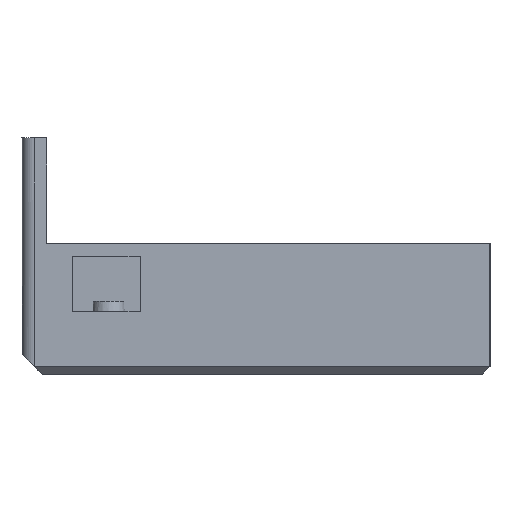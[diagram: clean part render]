
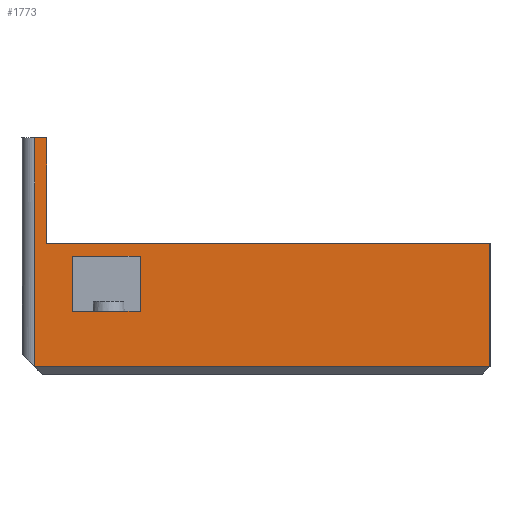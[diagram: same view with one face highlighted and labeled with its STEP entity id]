
A CAD part, left-side view. The second image highlights one B-rep face of the part: STEP entity #1773.
In plain terms, the highlighted planar face has unit normal (-1, 0, 0).
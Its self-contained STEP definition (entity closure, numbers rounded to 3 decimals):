
#103=FACE_BOUND('',#249,.T.);
#141=FACE_OUTER_BOUND('',#248,.T.);
#248=EDGE_LOOP('',(#1193,#1194,#1195,#1196,#1197,#1198));
#249=EDGE_LOOP('',(#1199,#1200,#1201,#1202));
#391=LINE('',#2609,#581);
#397=LINE('',#2621,#587);
#398=LINE('',#2623,#588);
#399=LINE('',#2625,#589);
#400=LINE('',#2627,#590);
#401=LINE('',#2628,#591);
#402=LINE('',#2631,#592);
#403=LINE('',#2633,#593);
#404=LINE('',#2635,#594);
#405=LINE('',#2636,#595);
#581=VECTOR('',#2074,10.);
#587=VECTOR('',#2084,10.);
#588=VECTOR('',#2085,10.);
#589=VECTOR('',#2086,10.);
#590=VECTOR('',#2087,10.);
#591=VECTOR('',#2088,10.);
#592=VECTOR('',#2089,10.);
#593=VECTOR('',#2090,10.);
#594=VECTOR('',#2091,10.);
#595=VECTOR('',#2092,10.);
#768=VERTEX_POINT('',#2600);
#771=VERTEX_POINT('',#2608);
#775=VERTEX_POINT('',#2620);
#776=VERTEX_POINT('',#2622);
#777=VERTEX_POINT('',#2624);
#778=VERTEX_POINT('',#2626);
#779=VERTEX_POINT('',#2629);
#780=VERTEX_POINT('',#2630);
#781=VERTEX_POINT('',#2632);
#782=VERTEX_POINT('',#2634);
#933=EDGE_CURVE('',#768,#771,#391,.T.);
#939=EDGE_CURVE('',#768,#775,#397,.T.);
#940=EDGE_CURVE('',#776,#775,#398,.T.);
#941=EDGE_CURVE('',#776,#777,#399,.T.);
#942=EDGE_CURVE('',#778,#777,#400,.T.);
#943=EDGE_CURVE('',#778,#771,#401,.T.);
#944=EDGE_CURVE('',#779,#780,#402,.T.);
#945=EDGE_CURVE('',#780,#781,#403,.T.);
#946=EDGE_CURVE('',#781,#782,#404,.T.);
#947=EDGE_CURVE('',#782,#779,#405,.T.);
#1193=ORIENTED_EDGE('',*,*,#933,.F.);
#1194=ORIENTED_EDGE('',*,*,#939,.T.);
#1195=ORIENTED_EDGE('',*,*,#940,.F.);
#1196=ORIENTED_EDGE('',*,*,#941,.T.);
#1197=ORIENTED_EDGE('',*,*,#942,.F.);
#1198=ORIENTED_EDGE('',*,*,#943,.T.);
#1199=ORIENTED_EDGE('',*,*,#944,.T.);
#1200=ORIENTED_EDGE('',*,*,#945,.T.);
#1201=ORIENTED_EDGE('',*,*,#946,.T.);
#1202=ORIENTED_EDGE('',*,*,#947,.T.);
#1688=PLANE('',#1895);
#1773=ADVANCED_FACE('',(#141,#103),#1688,.T.);
#1895=AXIS2_PLACEMENT_3D('',#2619,#2082,#2083);
#2074=DIRECTION('',(0.,1.,0.));
#2082=DIRECTION('center_axis',(-1.,0.,0.));
#2083=DIRECTION('ref_axis',(0.,-1.,0.));
#2084=DIRECTION('',(0.,0.,1.));
#2085=DIRECTION('',(0.,-1.,0.));
#2086=DIRECTION('',(0.,0.,1.));
#2087=DIRECTION('',(0.,-1.,0.));
#2088=DIRECTION('',(0.,0.,-1.));
#2089=DIRECTION('',(0.,0.,-1.));
#2090=DIRECTION('',(0.,1.,0.));
#2091=DIRECTION('',(0.,0.,1.));
#2092=DIRECTION('',(0.,-1.,0.));
#2600=CARTESIAN_POINT('',(-79.,-45.,1.5));
#2608=CARTESIAN_POINT('',(-79.,45.587,1.5));
#2609=CARTESIAN_POINT('',(-79.,41.625,1.5));
#2619=CARTESIAN_POINT('Origin',(-79.,70.5,0.));
#2620=CARTESIAN_POINT('',(-79.,-45.,26.));
#2621=CARTESIAN_POINT('',(-79.,-45.,0.));
#2622=CARTESIAN_POINT('',(-79.,43.187,26.));
#2623=CARTESIAN_POINT('',(-79.,-45.,26.));
#2624=CARTESIAN_POINT('',(-79.,43.187,47.));
#2625=CARTESIAN_POINT('',(-79.,43.187,26.));
#2626=CARTESIAN_POINT('',(-79.,45.587,47.));
#2627=CARTESIAN_POINT('',(-79.,43.187,47.));
#2628=CARTESIAN_POINT('',(-79.,45.587,13.));
#2629=CARTESIAN_POINT('',(-79.,24.587,23.5));
#2630=CARTESIAN_POINT('',(-79.,24.587,12.5));
#2631=CARTESIAN_POINT('',(-79.,24.587,11.75));
#2632=CARTESIAN_POINT('',(-79.,38.087,12.5));
#2633=CARTESIAN_POINT('',(-79.,47.543,12.5));
#2634=CARTESIAN_POINT('',(-79.,38.087,23.5));
#2635=CARTESIAN_POINT('',(-79.,38.087,6.25));
#2636=CARTESIAN_POINT('',(-79.,54.293,23.5));
